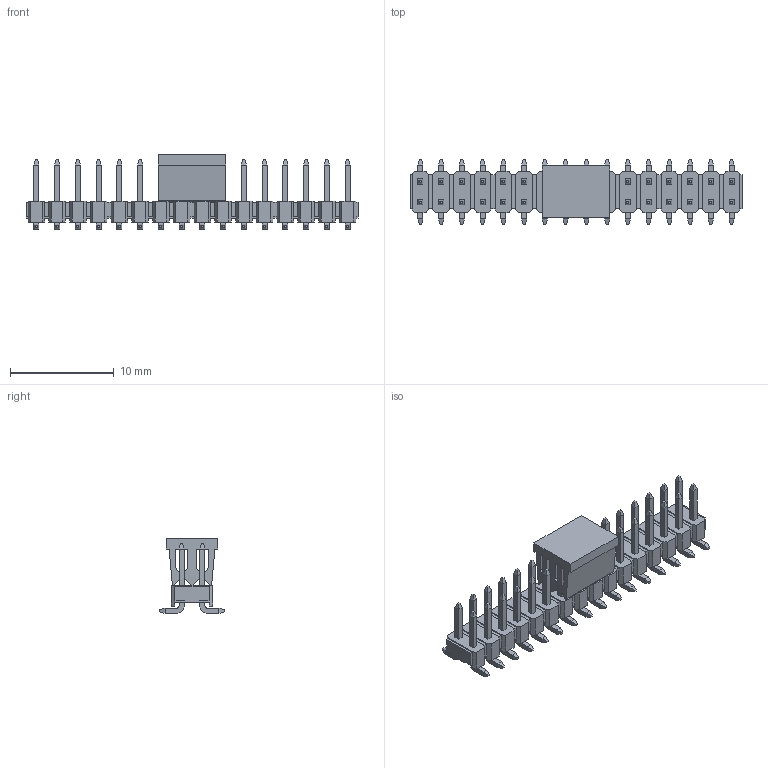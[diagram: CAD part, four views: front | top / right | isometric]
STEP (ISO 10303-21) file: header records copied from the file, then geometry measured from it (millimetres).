
FILE_DESCRIPTION(/* description */ ('Unknown'),/* implementation_level */ '2;1');
FILE_NAME(/* name */ '62103221921',/* time_stamp */ '2016-11-22T16:05:27+01:00',/* author */ ('Unknown'),/* organization */ ('Unknown'),/* preprocessor_version */ 'ST-DEVELOPER v16.7',/* originating_system */ 'DEX',/* authorisation */ $);
FILE_SCHEMA (('AUTOMOTIVE_DESIGN {1 0 10303 214 3 1 1}'));
Length unit declared in the file: millimetre
Products named in the file (4): 6210xx21921; 62103221921; 6210xx21921_PIN; 621xxx21921_Cap
Assembly tree (34 placements, depth 2):
  6210xx21921
    62103221921
    6210xx21921_PIN  x32
    621xxx21921_Cap
Bounding box: 32 x 6.2 x 7.2 mm (x, y, z)
Volume: 329.4 mm3; surface area: 1280.5 mm2
Topology: 34 solids, 34 shells, 1188 faces, 2912 edges, 1792 vertices
Faces by surface type: plane 1121, cylinder 67
Entity records: 19345 total; most frequent: CARTESIAN_POINT 3385, ORIENTED_EDGE 3344, DIRECTION 3012, EDGE_CURVE 1672, LINE 1662, VECTOR 1662, VERTEX_POINT 1048, EDGE_LOOP 694
